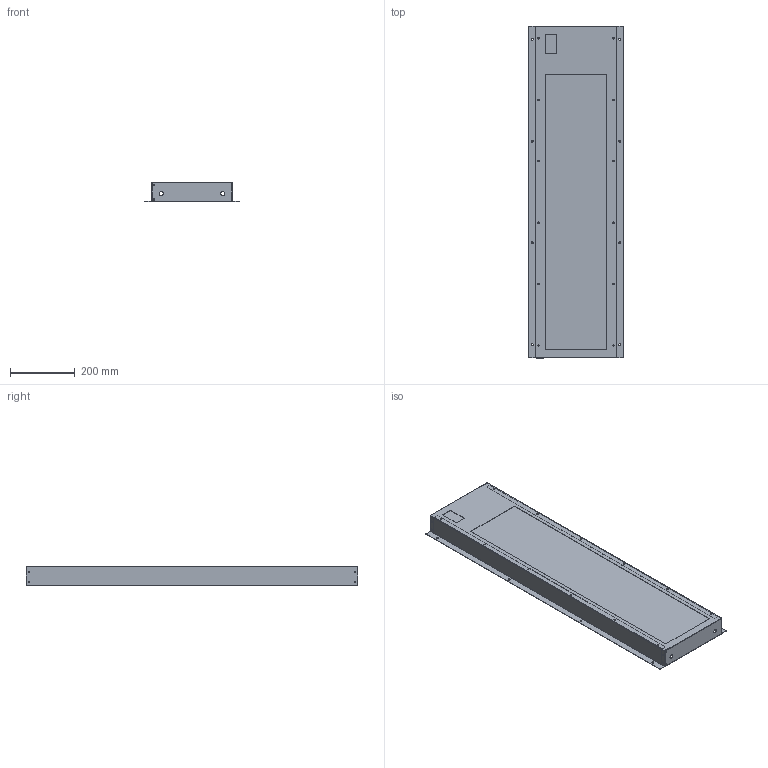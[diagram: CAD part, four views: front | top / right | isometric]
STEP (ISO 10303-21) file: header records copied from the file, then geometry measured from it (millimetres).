
FILE_DESCRIPTION (( 'STEP AP203' ), '1' );
FILE_NAME ('46007_LED_Leuchte_WAL_deckenmontage.STEP', '2020-02-03T13:57:55', ( '' ), ( '' ), 'SwSTEP 2.0', 'SolidWorks 2019', '' );
FILE_SCHEMA (( 'CONFIG_CONTROL_DESIGN' ));
Length unit declared in the file: millimetre
Products named in the file (1): 46007_LED_Leuchte_WAL_deckenmontage
Bounding box: 290 x 1022.5 x 59.75 mm (x, y, z)
Volume: 1609183.7 mm3; surface area: 1594348.2 mm2
Topology: 7 solids, 7 shells, 451 faces, 1097 edges, 666 vertices
Faces by surface type: plane 240, cylinder 183, cone 14, bspline 12, torus 2
Full cylindrical faces by diameter (mm): 2.5 x18, 2.7 x16, 3.6 x3, 4.2 x32, 4.4 x12, 6 x8, 12 x4, 12.2 x2, 12.5 x4
Entity records: 13555 total; most frequent: CARTESIAN_POINT 2972, DIRECTION 2172, ORIENTED_EDGE 1948, EDGE_CURVE 974, AXIS2_PLACEMENT_3D 806, EDGE_LOOP 754, VERTEX_POINT 646, VECTOR 560
